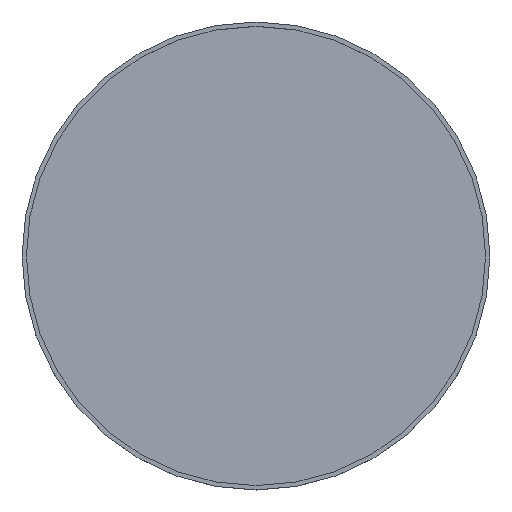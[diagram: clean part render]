
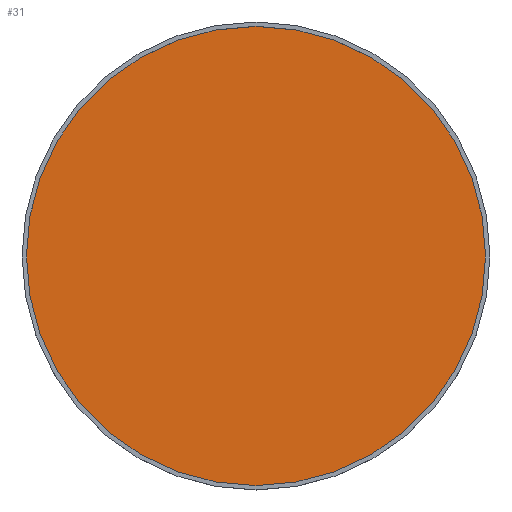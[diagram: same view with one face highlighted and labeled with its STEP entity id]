
A CAD part, top view. The second image highlights one B-rep face of the part: STEP entity #31.
In plain terms, the highlighted planar face has unit normal (0, 0, 1).
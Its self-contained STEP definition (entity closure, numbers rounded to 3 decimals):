
#31 = ADVANCED_FACE( '', ( #60 ), #61, .F. );
#60 = FACE_OUTER_BOUND( '', #85, .T. );
#61 = PLANE( '', #86 );
#85 = EDGE_LOOP( '', ( #106 ) );
#86 = AXIS2_PLACEMENT_3D( '', #107, #108, #109 );
#106 = ORIENTED_EDGE( '', *, *, #129, .F. );
#107 = CARTESIAN_POINT( '', ( 0., 0., -34. ) );
#108 = DIRECTION( '', ( 0., 0., -1. ) );
#109 = DIRECTION( '', ( -1., 0., 0. ) );
#129 = EDGE_CURVE( '', #139, #139, #140, .T. );
#139 = VERTEX_POINT( '', #152 );
#140 = CIRCLE( '', #153, 315. );
#152 = CARTESIAN_POINT( '', ( -315., 0., -34. ) );
#153 = AXIS2_PLACEMENT_3D( '', #165, #166, #167 );
#165 = CARTESIAN_POINT( '', ( 0., 0., -34. ) );
#166 = DIRECTION( '', ( 0., 0., -1. ) );
#167 = DIRECTION( '', ( -1., 0., 0. ) );
